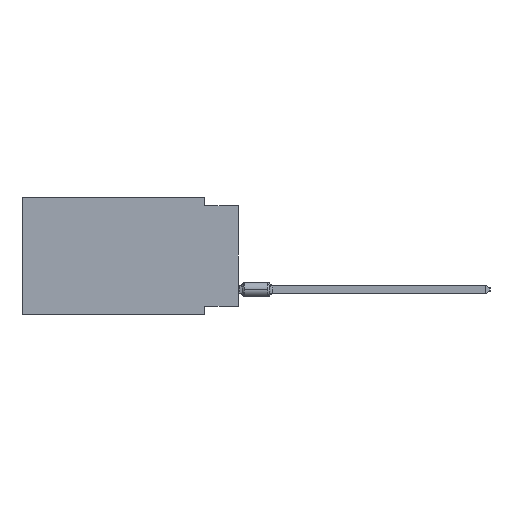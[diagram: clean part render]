
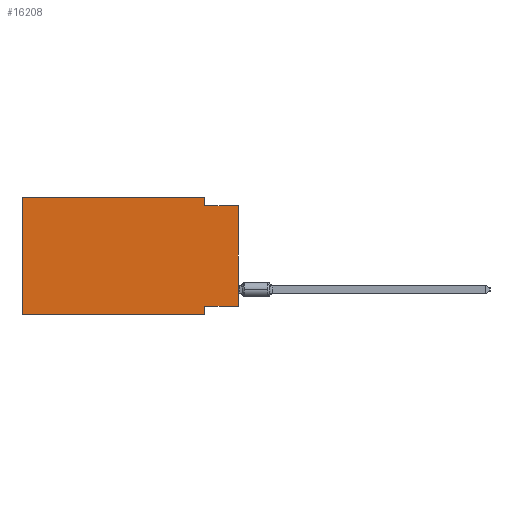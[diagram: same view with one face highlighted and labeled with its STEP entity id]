
A CAD part, left-side view. The second image highlights one B-rep face of the part: STEP entity #16208.
In plain terms, the highlighted planar face has unit normal (-1, 0, 0).
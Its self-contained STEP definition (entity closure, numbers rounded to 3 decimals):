
#841 = ORIENTED_EDGE ( 'NONE', *, *, #24155, .F. ) ;
#2101 = ORIENTED_EDGE ( 'NONE', *, *, #7521, .T. ) ;
#2526 = CARTESIAN_POINT ( 'NONE',  ( 0., 0., 0. ) ) ;
#3836 = DIRECTION ( 'NONE',  ( 1., 0., 0. ) ) ;
#5692 = CARTESIAN_POINT ( 'NONE',  ( 0., 16.383, 0. ) ) ;
#5861 = VECTOR ( 'NONE', #24579, 1000. ) ;
#6100 = VERTEX_POINT ( 'NONE', #21108 ) ;
#6147 = ORIENTED_EDGE ( 'NONE', *, *, #45657, .F. ) ;
#6714 = VERTEX_POINT ( 'NONE', #52037 ) ;
#7088 = CARTESIAN_POINT ( 'NONE',  ( 0., 0., -0.635 ) ) ;
#7390 = CARTESIAN_POINT ( 'NONE',  ( 0., 0., -8.255 ) ) ;
#7521 = EDGE_CURVE ( 'NONE', #8660, #15206, #41683, .T. ) ;
#8660 = VERTEX_POINT ( 'NONE', #25742 ) ;
#9350 = CARTESIAN_POINT ( 'NONE',  ( 0., 2.54, -0.635 ) ) ;
#9852 = VECTOR ( 'NONE', #11876, 1000. ) ;
#10888 = LINE ( 'NONE', #45264, #22743 ) ;
#11876 = DIRECTION ( 'NONE',  ( 0., -1., 0. ) ) ;
#15079 = EDGE_CURVE ( 'NONE', #39285, #6714, #47713, .T. ) ;
#15104 = AXIS2_PLACEMENT_3D ( 'NONE', #15678, #3836, #21029 ) ;
#15206 = VERTEX_POINT ( 'NONE', #7088 ) ;
#15678 = CARTESIAN_POINT ( 'NONE',  ( 0., 16.383, 0. ) ) ;
#16208 = ADVANCED_FACE ( 'NONE', ( #42454 ), #54272, .F. ) ;
#17964 = ORIENTED_EDGE ( 'NONE', *, *, #15079, .F. ) ;
#18783 = DIRECTION ( 'NONE',  ( 0., 0., -1. ) ) ;
#19170 = DIRECTION ( 'NONE',  ( 0., 0., 1. ) ) ;
#21029 = DIRECTION ( 'NONE',  ( 0., 0., -1. ) ) ;
#21108 = CARTESIAN_POINT ( 'NONE',  ( 0., 16.383, -8.89 ) ) ;
#21148 = LINE ( 'NONE', #55520, #9852 ) ;
#21573 = ORIENTED_EDGE ( 'NONE', *, *, #36645, .T. ) ;
#22743 = VECTOR ( 'NONE', #23845, 1000. ) ;
#22843 = VECTOR ( 'NONE', #45842, 1000. ) ;
#23026 = VECTOR ( 'NONE', #44520, 1000. ) ;
#23609 = ORIENTED_EDGE ( 'NONE', *, *, #49984, .F. ) ;
#23845 = DIRECTION ( 'NONE',  ( 0., 0., 1. ) ) ;
#23927 = LINE ( 'NONE', #45081, #23026 ) ;
#24155 = EDGE_CURVE ( 'NONE', #6100, #39285, #10888, .T. ) ;
#24579 = DIRECTION ( 'NONE',  ( 0., 1., 0. ) ) ;
#25742 = CARTESIAN_POINT ( 'NONE',  ( 0., 0., -8.255 ) ) ;
#26570 = DIRECTION ( 'NONE',  ( 0., -1., 0. ) ) ;
#28345 = ORIENTED_EDGE ( 'NONE', *, *, #48827, .F. ) ;
#28741 = EDGE_CURVE ( 'NONE', #6714, #46632, #23927, .T. ) ;
#28819 = LINE ( 'NONE', #7390, #5861 ) ;
#29645 = ORIENTED_EDGE ( 'NONE', *, *, #28741, .F. ) ;
#31985 = VECTOR ( 'NONE', #18783, 1000. ) ;
#32123 = VECTOR ( 'NONE', #26570, 1000. ) ;
#33071 = CARTESIAN_POINT ( 'NONE',  ( 0., 2.54, -8.89 ) ) ;
#33087 = CARTESIAN_POINT ( 'NONE',  ( 0., 16.383, 0. ) ) ;
#34507 = EDGE_LOOP ( 'NONE', ( #2101, #28345, #29645, #17964, #841, #21573, #6147, #23609 ) ) ;
#34924 = VERTEX_POINT ( 'NONE', #33071 ) ;
#36278 = LINE ( 'NONE', #45024, #22843 ) ;
#36645 = EDGE_CURVE ( 'NONE', #6100, #34924, #21148, .T. ) ;
#39285 = VERTEX_POINT ( 'NONE', #33087 ) ;
#41683 = LINE ( 'NONE', #2526, #41754 ) ;
#41754 = VECTOR ( 'NONE', #19170, 1000. ) ;
#42454 = FACE_OUTER_BOUND ( 'NONE', #34507, .T. ) ;
#44520 = DIRECTION ( 'NONE',  ( 0., 0., -1. ) ) ;
#44989 = CARTESIAN_POINT ( 'NONE',  ( 0., 2.54, -8.89 ) ) ;
#45024 = CARTESIAN_POINT ( 'NONE',  ( 0., 0., -0.635 ) ) ;
#45081 = CARTESIAN_POINT ( 'NONE',  ( 0., 2.54, 0. ) ) ;
#45264 = CARTESIAN_POINT ( 'NONE',  ( 0., 16.383, 0. ) ) ;
#45657 = EDGE_CURVE ( 'NONE', #49219, #34924, #53422, .T. ) ;
#45842 = DIRECTION ( 'NONE',  ( 0., -1., 0. ) ) ;
#46632 = VERTEX_POINT ( 'NONE', #9350 ) ;
#47713 = LINE ( 'NONE', #5692, #32123 ) ;
#48827 = EDGE_CURVE ( 'NONE', #46632, #15206, #36278, .T. ) ;
#49219 = VERTEX_POINT ( 'NONE', #53402 ) ;
#49984 = EDGE_CURVE ( 'NONE', #8660, #49219, #28819, .T. ) ;
#52037 = CARTESIAN_POINT ( 'NONE',  ( 0., 2.54, 0. ) ) ;
#53402 = CARTESIAN_POINT ( 'NONE',  ( 0., 2.54, -8.255 ) ) ;
#53422 = LINE ( 'NONE', #44989, #31985 ) ;
#54272 = PLANE ( 'NONE',  #15104 ) ;
#55520 = CARTESIAN_POINT ( 'NONE',  ( 0., 16.383, -8.89 ) ) ;
